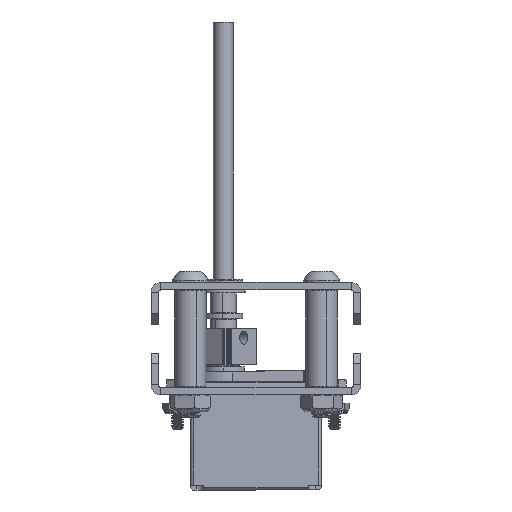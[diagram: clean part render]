
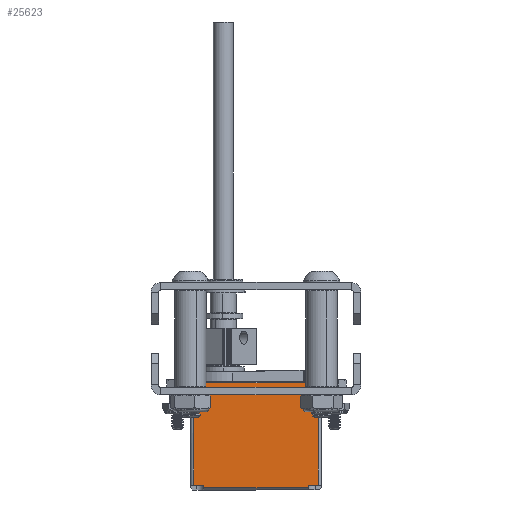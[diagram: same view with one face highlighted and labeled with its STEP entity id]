
A CAD part, left-side view. The second image highlights one B-rep face of the part: STEP entity #25623.
In plain terms, the highlighted face is planar.
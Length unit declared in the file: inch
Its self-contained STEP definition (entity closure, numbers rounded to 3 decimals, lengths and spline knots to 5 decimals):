
#174 = CARTESIAN_POINT ( 'NONE',  ( -0.70866, -0.3937, 0.05906 ) ) ;
#786 = EDGE_CURVE ( 'NONE', #7223, #17272, #32809, .T. ) ;
#1061 = CARTESIAN_POINT ( 'NONE',  ( -0.74803, -0.3937, 0. ) ) ;
#1444 = CARTESIAN_POINT ( 'NONE',  ( 0.3937, -0.3937, 1.28937 ) ) ;
#1880 = EDGE_CURVE ( 'NONE', #7618, #11890, #22958, .T. ) ;
#1918 = CARTESIAN_POINT ( 'NONE',  ( 0.74803, -0.3937, 0. ) ) ;
#2438 = VECTOR ( 'NONE', #19373, 39.37008 ) ;
#2774 = DIRECTION ( 'NONE',  ( 1., 0., 0. ) ) ;
#2798 = DIRECTION ( 'NONE',  ( 0., 0., -1. ) ) ;
#3339 = ORIENTED_EDGE ( 'NONE', *, *, #31267, .F. ) ;
#3739 = CARTESIAN_POINT ( 'NONE',  ( -0.74803, -0.3937, 1.28937 ) ) ;
#5096 = DIRECTION ( 'NONE',  ( 0., 0., 1. ) ) ;
#5263 = CARTESIAN_POINT ( 'NONE',  ( 0.74803, -0.3937, 0.05906 ) ) ;
#6180 = DIRECTION ( 'NONE',  ( 0., 0., -1. ) ) ;
#6369 = VERTEX_POINT ( 'NONE', #19215 ) ;
#6513 = CARTESIAN_POINT ( 'NONE',  ( 0.62992, -0.3937, 0.05906 ) ) ;
#7223 = VERTEX_POINT ( 'NONE', #5263 ) ;
#7618 = VERTEX_POINT ( 'NONE', #14494 ) ;
#7700 = CARTESIAN_POINT ( 'NONE',  ( -0.62992, -0.3937, 0.02953 ) ) ;
#7894 = ORIENTED_EDGE ( 'NONE', *, *, #10880, .T. ) ;
#7984 = PLANE ( 'NONE',  #13307 ) ;
#8083 = VECTOR ( 'NONE', #2774, 39.37008 ) ;
#9435 = LINE ( 'NONE', #32382, #2438 ) ;
#10695 = DIRECTION ( 'NONE',  ( -1., 0., 0. ) ) ;
#10880 = EDGE_CURVE ( 'NONE', #19866, #6369, #14230, .T. ) ;
#11640 = FACE_OUTER_BOUND ( 'NONE', #31157, .T. ) ;
#11890 = VERTEX_POINT ( 'NONE', #7700 ) ;
#11986 = DIRECTION ( 'NONE',  ( 1., 0., 0. ) ) ;
#12354 = VERTEX_POINT ( 'NONE', #6513 ) ;
#13263 = CARTESIAN_POINT ( 'NONE',  ( 0.7874, -0.3937, 0. ) ) ;
#13307 = AXIS2_PLACEMENT_3D ( 'NONE', #13263, #18516, #2798 ) ;
#14230 = LINE ( 'NONE', #174, #8083 ) ;
#14494 = CARTESIAN_POINT ( 'NONE',  ( 0.62992, -0.3937, 0.02953 ) ) ;
#15613 = VECTOR ( 'NONE', #5096, 39.37008 ) ;
#16001 = CARTESIAN_POINT ( 'NONE',  ( -0.62992, -0.3937, 0. ) ) ;
#16842 = ORIENTED_EDGE ( 'NONE', *, *, #17454, .T. ) ;
#17272 = VERTEX_POINT ( 'NONE', #33671 ) ;
#17454 = EDGE_CURVE ( 'NONE', #6369, #11890, #33081, .T. ) ;
#17679 = CARTESIAN_POINT ( 'NONE',  ( -0.74803, -0.3937, 0.05906 ) ) ;
#17685 = ORIENTED_EDGE ( 'NONE', *, *, #786, .T. ) ;
#18516 = DIRECTION ( 'NONE',  ( 0., -1., 0. ) ) ;
#19215 = CARTESIAN_POINT ( 'NONE',  ( -0.62992, -0.3937, 0.05906 ) ) ;
#19342 = ORIENTED_EDGE ( 'NONE', *, *, #27337, .T. ) ;
#19373 = DIRECTION ( 'NONE',  ( 1., 0., 0. ) ) ;
#19788 = LINE ( 'NONE', #1061, #33702 ) ;
#19866 = VERTEX_POINT ( 'NONE', #17679 ) ;
#20101 = VECTOR ( 'NONE', #10695, 39.37008 ) ;
#21324 = DIRECTION ( 'NONE',  ( 0., 0., -1. ) ) ;
#22958 = LINE ( 'NONE', #33924, #20101 ) ;
#23460 = CARTESIAN_POINT ( 'NONE',  ( 0.62992, -0.3937, 0. ) ) ;
#25053 = VECTOR ( 'NONE', #29752, 39.37008 ) ;
#25160 = VERTEX_POINT ( 'NONE', #3739 ) ;
#25623 = ADVANCED_FACE ( 'NONE', ( #11640 ), #7984, .T. ) ;
#25877 = LINE ( 'NONE', #1444, #31158 ) ;
#25918 = ORIENTED_EDGE ( 'NONE', *, *, #29965, .T. ) ;
#26155 = VECTOR ( 'NONE', #21324, 39.37008 ) ;
#27337 = EDGE_CURVE ( 'NONE', #7618, #12354, #29556, .T. ) ;
#28137 = ORIENTED_EDGE ( 'NONE', *, *, #31701, .T. ) ;
#29556 = LINE ( 'NONE', #23460, #15613 ) ;
#29752 = DIRECTION ( 'NONE',  ( 0., 0., 1. ) ) ;
#29965 = EDGE_CURVE ( 'NONE', #25160, #19866, #19788, .T. ) ;
#31157 = EDGE_LOOP ( 'NONE', ( #7894, #16842, #33290, #19342, #28137, #17685, #3339, #25918 ) ) ;
#31158 = VECTOR ( 'NONE', #11986, 39.37008 ) ;
#31267 = EDGE_CURVE ( 'NONE', #25160, #17272, #25877, .T. ) ;
#31701 = EDGE_CURVE ( 'NONE', #12354, #7223, #9435, .T. ) ;
#32382 = CARTESIAN_POINT ( 'NONE',  ( 0.62992, -0.3937, 0.05906 ) ) ;
#32809 = LINE ( 'NONE', #1918, #25053 ) ;
#33081 = LINE ( 'NONE', #16001, #26155 ) ;
#33290 = ORIENTED_EDGE ( 'NONE', *, *, #1880, .F. ) ;
#33671 = CARTESIAN_POINT ( 'NONE',  ( 0.74803, -0.3937, 1.28937 ) ) ;
#33702 = VECTOR ( 'NONE', #6180, 39.37008 ) ;
#33924 = CARTESIAN_POINT ( 'NONE',  ( 0.3937, -0.3937, 0.02953 ) ) ;
